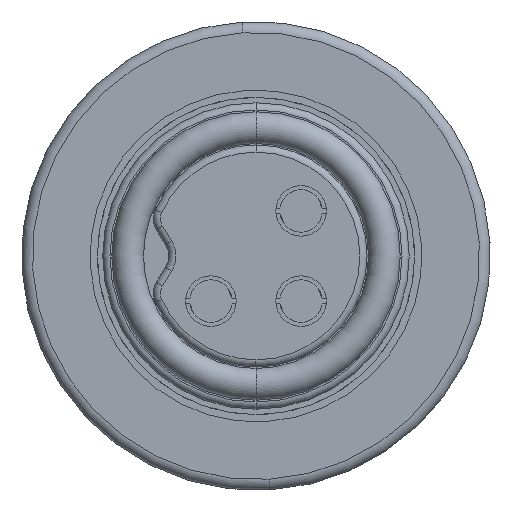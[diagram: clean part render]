
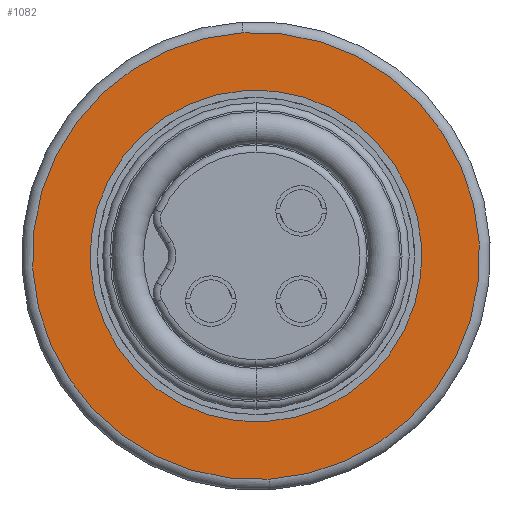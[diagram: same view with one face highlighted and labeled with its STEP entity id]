
A CAD part, left-side view. The second image highlights one B-rep face of the part: STEP entity #1082.
In plain terms, the highlighted planar face has unit normal (-1, 0, 0).
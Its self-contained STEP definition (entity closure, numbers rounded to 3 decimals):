
#58 = CARTESIAN_POINT ( 'NONE',  ( 0., 0., 2.3 ) ) ;
#92 = CARTESIAN_POINT ( 'NONE',  ( 0., 0., 0. ) ) ;
#111 = DIRECTION ( 'NONE',  ( 0., 0., -1. ) ) ;
#270 = AXIS2_PLACEMENT_3D ( 'NONE', #739, #1341, #111 ) ;
#347 = EDGE_CURVE ( 'NONE', #2866, #2658, #1208, .T. ) ;
#418 = EDGE_LOOP ( 'NONE', ( #3485, #2949 ) ) ;
#601 = DIRECTION ( 'NONE',  ( -1., 0., 0. ) ) ;
#606 = DIRECTION ( 'NONE',  ( 0., 0., 1. ) ) ;
#739 = CARTESIAN_POINT ( 'NONE',  ( 0., 0., 0. ) ) ;
#1082 = ADVANCED_FACE ( 'NONE', ( #1227, #3185 ), #1532, .F. ) ;
#1154 = ORIENTED_EDGE ( 'NONE', *, *, #347, .F. ) ;
#1208 = CIRCLE ( 'NONE', #2492, 2.3 ) ;
#1225 = EDGE_CURVE ( 'NONE', #2030, #2768, #1732, .T. ) ;
#1227 = FACE_OUTER_BOUND ( 'NONE', #418, .T. ) ;
#1236 = CARTESIAN_POINT ( 'NONE',  ( 0., 0., 0. ) ) ;
#1341 = DIRECTION ( 'NONE',  ( 1., 0., 0. ) ) ;
#1342 = AXIS2_PLACEMENT_3D ( 'NONE', #92, #3055, #2530 ) ;
#1410 = CIRCLE ( 'NONE', #3263, 2.3 ) ;
#1433 = EDGE_CURVE ( 'NONE', #2768, #2030, #3199, .T. ) ;
#1473 = AXIS2_PLACEMENT_3D ( 'NONE', #1236, #601, #3004 ) ;
#1532 = PLANE ( 'NONE',  #270 ) ;
#1639 = EDGE_CURVE ( 'NONE', #2658, #2866, #1410, .T. ) ;
#1732 = CIRCLE ( 'NONE', #1342, 3.1 ) ;
#1960 = DIRECTION ( 'NONE',  ( -1., 0., 0. ) ) ;
#2030 = VERTEX_POINT ( 'NONE', #3615 ) ;
#2492 = AXIS2_PLACEMENT_3D ( 'NONE', #3664, #3624, #606 ) ;
#2530 = DIRECTION ( 'NONE',  ( 0., 0., -1. ) ) ;
#2563 = CARTESIAN_POINT ( 'NONE',  ( 0., 0., 0. ) ) ;
#2658 = VERTEX_POINT ( 'NONE', #58 ) ;
#2692 = ORIENTED_EDGE ( 'NONE', *, *, #1639, .F. ) ;
#2768 = VERTEX_POINT ( 'NONE', #3191 ) ;
#2866 = VERTEX_POINT ( 'NONE', #3625 ) ;
#2949 = ORIENTED_EDGE ( 'NONE', *, *, #1433, .T. ) ;
#3004 = DIRECTION ( 'NONE',  ( 0., 0., -1. ) ) ;
#3055 = DIRECTION ( 'NONE',  ( -1., 0., 0. ) ) ;
#3185 = FACE_BOUND ( 'NONE', #3848, .T. ) ;
#3191 = CARTESIAN_POINT ( 'NONE',  ( 0., 0., 3.1 ) ) ;
#3199 = CIRCLE ( 'NONE', #1473, 3.1 ) ;
#3263 = AXIS2_PLACEMENT_3D ( 'NONE', #2563, #1960, #3696 ) ;
#3485 = ORIENTED_EDGE ( 'NONE', *, *, #1225, .T. ) ;
#3615 = CARTESIAN_POINT ( 'NONE',  ( 0., 0., -3.1 ) ) ;
#3624 = DIRECTION ( 'NONE',  ( -1., 0., 0. ) ) ;
#3625 = CARTESIAN_POINT ( 'NONE',  ( 0., 0., -2.3 ) ) ;
#3664 = CARTESIAN_POINT ( 'NONE',  ( 0., 0., 0. ) ) ;
#3696 = DIRECTION ( 'NONE',  ( 0., 0., 1. ) ) ;
#3848 = EDGE_LOOP ( 'NONE', ( #2692, #1154 ) ) ;
